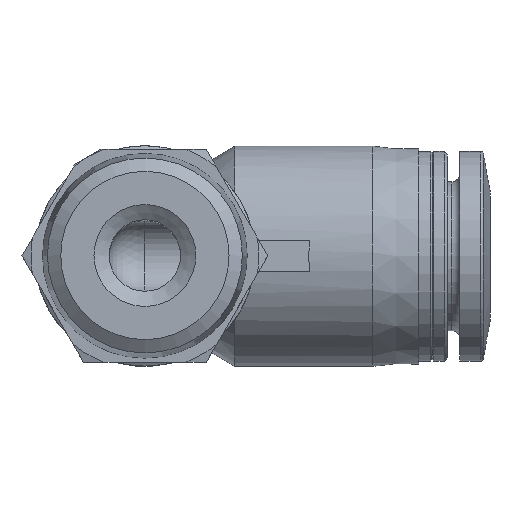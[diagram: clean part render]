
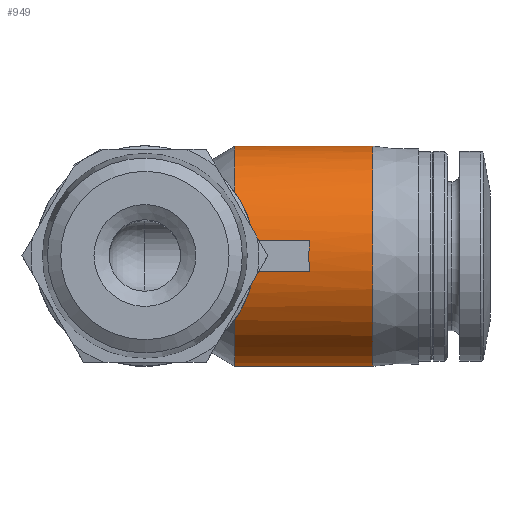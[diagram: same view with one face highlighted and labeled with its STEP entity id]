
A CAD part, top view. The second image highlights one B-rep face of the part: STEP entity #949.
In plain terms, the highlighted cylindrical face has radius 7.25 mm (diameter 14.5 mm), a full revolution.
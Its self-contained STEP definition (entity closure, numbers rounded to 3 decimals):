
#114=LINE('',#1516,#147);
#115=LINE('',#1518,#148);
#124=LINE('',#1624,#157);
#126=LINE('',#1634,#159);
#147=VECTOR('',#1190,1000.);
#148=VECTOR('',#1193,1000.);
#157=VECTOR('',#1236,1000.);
#159=VECTOR('',#1246,1000.);
#176=ELLIPSE('',#1025,10.253,7.25);
#178=ELLIPSE('',#1027,10.253,7.25);
#179=ELLIPSE('',#1057,10.253,7.25);
#274=ORIENTED_EDGE('',*,*,#517,.F.);
#275=ORIENTED_EDGE('',*,*,#516,.F.);
#276=ORIENTED_EDGE('',*,*,#509,.F.);
#277=ORIENTED_EDGE('',*,*,#518,.T.);
#278=ORIENTED_EDGE('',*,*,#472,.T.);
#279=ORIENTED_EDGE('',*,*,#477,.F.);
#280=ORIENTED_EDGE('',*,*,#519,.T.);
#281=ORIENTED_EDGE('',*,*,#478,.T.);
#282=ORIENTED_EDGE('',*,*,#468,.T.);
#283=ORIENTED_EDGE('',*,*,#520,.T.);
#284=ORIENTED_EDGE('',*,*,#514,.T.);
#468=EDGE_CURVE('',#600,#599,#176,.F.);
#472=EDGE_CURVE('',#595,#603,#178,.F.);
#477=EDGE_CURVE('',#605,#603,#114,.F.);
#478=EDGE_CURVE('',#606,#600,#115,.F.);
#509=EDGE_CURVE('',#629,#630,#124,.T.);
#514=EDGE_CURVE('',#634,#633,#126,.T.);
#516=EDGE_CURVE('',#630,#633,#697,.T.);
#517=EDGE_CURVE('',#635,#635,#698,.T.);
#518=EDGE_CURVE('',#629,#595,#699,.T.);
#519=EDGE_CURVE('',#605,#606,#179,.F.);
#520=EDGE_CURVE('',#599,#634,#700,.T.);
#595=VERTEX_POINT('',#1477);
#599=VERTEX_POINT('',#1489);
#600=VERTEX_POINT('',#1491);
#603=VERTEX_POINT('',#1497);
#605=VERTEX_POINT('',#1515);
#606=VERTEX_POINT('',#1519);
#629=VERTEX_POINT('',#1623);
#630=VERTEX_POINT('',#1625);
#633=VERTEX_POINT('',#1633);
#634=VERTEX_POINT('',#1635);
#635=VERTEX_POINT('',#1644);
#697=CIRCLE('',#1053,7.25);
#698=CIRCLE('',#1055,7.25);
#699=CIRCLE('',#1056,7.25);
#700=CIRCLE('',#1058,7.25);
#756=EDGE_LOOP('',(#274));
#757=EDGE_LOOP('',(#275,#276,#277,#278,#279,#280,#281,#282,#283,#284));
#848=FACE_BOUND('',#756,.T.);
#849=FACE_BOUND('',#757,.T.);
#921=CYLINDRICAL_SURFACE('',#1054,7.25);
#949=ADVANCED_FACE('',(#848,#849),#921,.T.);
#1025=AXIS2_PLACEMENT_3D('',#1490,#1177,#1178);
#1027=AXIS2_PLACEMENT_3D('',#1498,#1183,#1184);
#1053=AXIS2_PLACEMENT_3D('',#1641,#1249,#1250);
#1054=AXIS2_PLACEMENT_3D('',#1642,#1251,#1252);
#1055=AXIS2_PLACEMENT_3D('',#1643,#1253,#1254);
#1056=AXIS2_PLACEMENT_3D('',#1645,#1255,#1256);
#1057=AXIS2_PLACEMENT_3D('',#1646,#1257,#1258);
#1058=AXIS2_PLACEMENT_3D('',#1647,#1259,#1260);
#1177=DIRECTION('',(-0.707,0.,0.707));
#1178=DIRECTION('',(0.707,0.,0.707));
#1183=DIRECTION('',(-0.707,0.,0.707));
#1184=DIRECTION('',(0.707,0.,0.707));
#1190=DIRECTION('',(1.,0.,0.));
#1193=DIRECTION('',(1.,0.,0.));
#1236=DIRECTION('',(-1.,0.,0.));
#1246=DIRECTION('',(-1.,0.,0.));
#1249=DIRECTION('',(-1.,0.,0.));
#1250=DIRECTION('',(0.,0.,1.));
#1251=DIRECTION('',(-1.,0.,0.));
#1252=DIRECTION('',(0.,0.,1.));
#1253=DIRECTION('',(1.,0.,0.));
#1254=DIRECTION('',(0.,0.,-1.));
#1255=DIRECTION('',(1.,0.,0.));
#1256=DIRECTION('',(0.,0.,-1.));
#1257=DIRECTION('',(-0.707,0.,-0.707));
#1258=DIRECTION('',(0.707,0.,-0.707));
#1259=DIRECTION('',(1.,0.,0.));
#1260=DIRECTION('',(0.,0.,-1.));
#1477=CARTESIAN_POINT('',(5.9,4.213,5.9));
#1489=CARTESIAN_POINT('',(5.9,-4.213,5.9));
#1490=CARTESIAN_POINT('',(0.,0.,0.));
#1491=CARTESIAN_POINT('',(7.181,-1.,7.181));
#1497=CARTESIAN_POINT('',(7.181,1.,7.181));
#1498=CARTESIAN_POINT('',(0.,0.,0.));
#1515=CARTESIAN_POINT('',(10.851,1.,7.181));
#1516=CARTESIAN_POINT('',(22.7,1.,7.181));
#1518=CARTESIAN_POINT('',(22.7,-1.,7.181));
#1519=CARTESIAN_POINT('',(10.851,-1.,7.181));
#1623=CARTESIAN_POINT('',(5.9,1.,-7.181));
#1624=CARTESIAN_POINT('',(5.9,1.,-7.181));
#1625=CARTESIAN_POINT('',(0.,1.,-7.181));
#1633=CARTESIAN_POINT('',(0.,-1.,-7.181));
#1634=CARTESIAN_POINT('',(5.9,-1.,-7.181));
#1635=CARTESIAN_POINT('',(5.9,-1.,-7.181));
#1641=CARTESIAN_POINT('',(0.,0.,0.));
#1642=CARTESIAN_POINT('',(5.9,0.,0.));
#1643=CARTESIAN_POINT('',(15.,0.,0.));
#1644=CARTESIAN_POINT('',(15.,0.,-7.25));
#1645=CARTESIAN_POINT('',(5.9,0.,0.));
#1646=CARTESIAN_POINT('',(18.031,0.,0.));
#1647=CARTESIAN_POINT('',(5.9,0.,0.));
